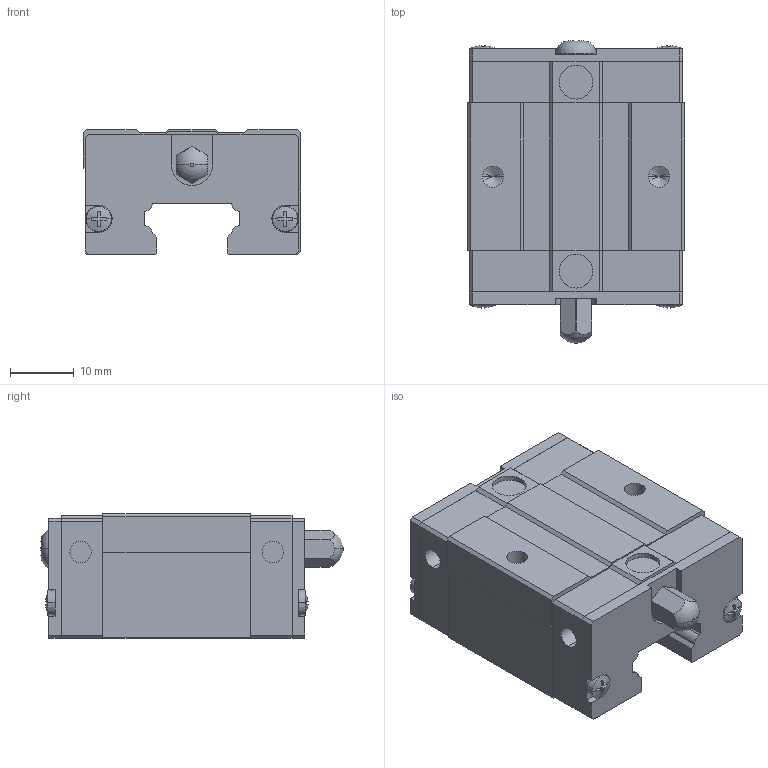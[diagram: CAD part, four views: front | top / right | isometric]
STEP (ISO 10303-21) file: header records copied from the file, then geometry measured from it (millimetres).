
FILE_DESCRIPTION(('STEP AP214'),'1');
FILE_NAME('cctmp_DD24A3FA-548E-4B59-99A5-068F68C39663_2024_08_08_16_00_06_0294..stp','2024-08-08T14:00:06',('HIWIN GmbH'),('CADClick - www.CADClick.com'),'Spatial InterOp 3D',' ','unknown authorization');
FILE_SCHEMA(('AUTOMOTIVE_DESIGN'));
Length unit declared in the file: millimetre
Products named in the file (1): EGH15SAZ0C_FILE
Bounding box: 34 x 47.29 x 19.5 mm (x, y, z)
Volume: 21345.5 mm3; surface area: 6862.2 mm2
Topology: 1 solids, 4 shells, 286 faces, 771 edges, 503 vertices
Faces by surface type: plane 190, cylinder 68, cone 24, sphere 2, torus 2
Entity records: 11198 total; most frequent: CARTESIAN_POINT 1749, ORIENTED_EDGE 1534, DIRECTION 1442, EDGE_CURVE 767, LINE 538, VECTOR 538, VERTEX_POINT 503, AXIS2_PLACEMENT_3D 452
